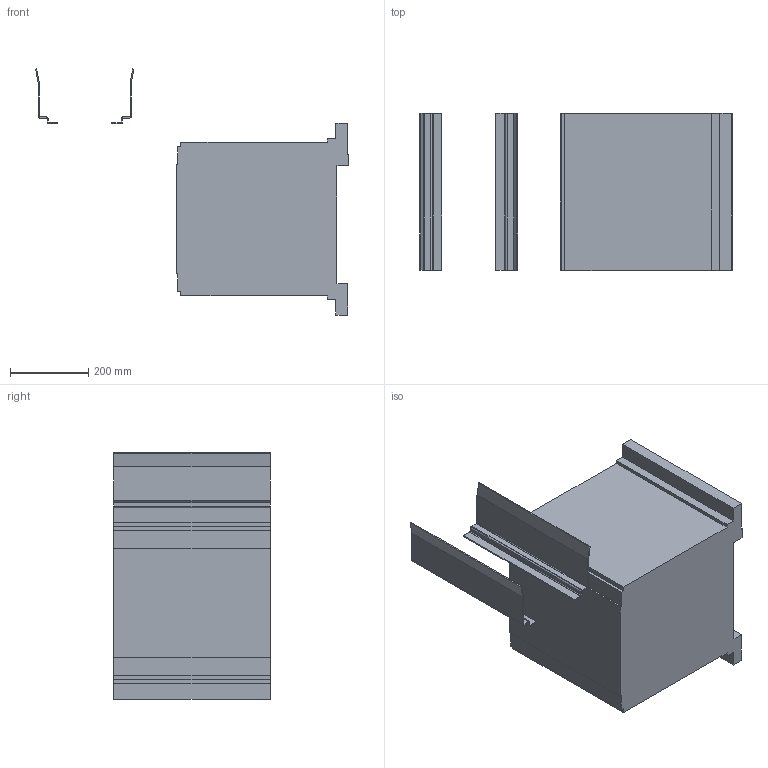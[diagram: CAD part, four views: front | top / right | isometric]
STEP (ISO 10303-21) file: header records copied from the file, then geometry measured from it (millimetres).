
FILE_DESCRIPTION (( 'STEP AP214' ), '1' );
FILE_NAME ('MidBeam_SideVersion.STEP', '2010-03-04T09:14:18', ( 'ABB' ), ( 'ABB' ), 'SwSTEP 2.0', 'SolidWorks 2008', '' );
FILE_SCHEMA (( 'AUTOMOTIVE_DESIGN' ));
Length unit declared in the file: millimetre
Products named in the file (4): MidBeam_SideVersion; Imported38; Imported37; SIDE_BALK_400_00
Assembly tree (3 placements, depth 2):
  MidBeam_SideVersion
    SIDE_BALK_400_00
    Imported37
    Imported38
Bounding box: 797.67 x 400 x 628.02 mm (x, y, z)
Volume: 66813686.1 mm3; surface area: 1397739.2 mm2
Topology: 3 solids, 3 shells, 72 faces, 198 edges, 132 vertices
Faces by surface type: plane 56, cylinder 16
Entity records: 2395 total; most frequent: CARTESIAN_POINT 408, ORIENTED_EDGE 396, DIRECTION 386, EDGE_CURVE 198, VECTOR 166, LINE 166, VERTEX_POINT 132, AXIS2_PLACEMENT_3D 110
